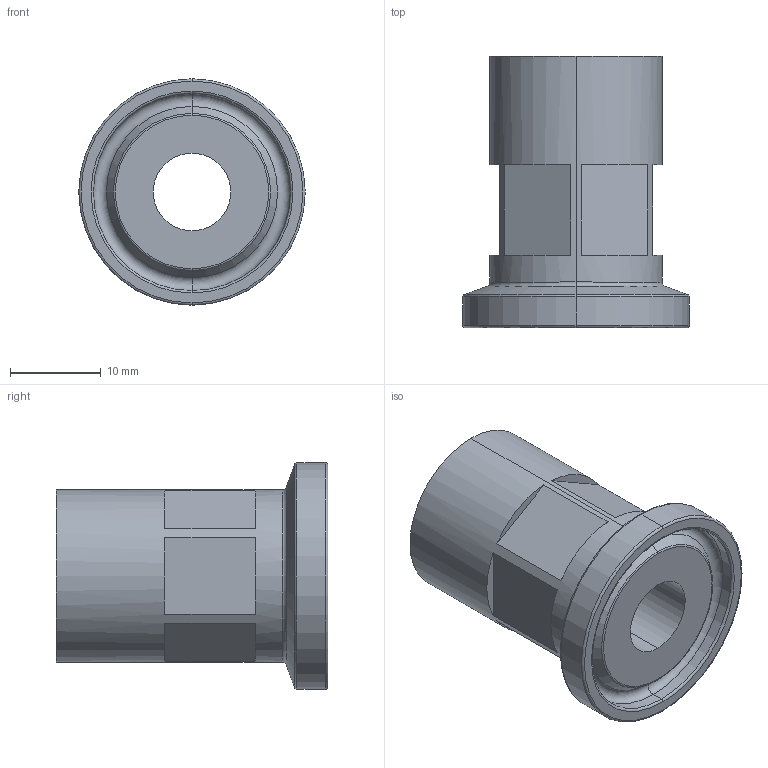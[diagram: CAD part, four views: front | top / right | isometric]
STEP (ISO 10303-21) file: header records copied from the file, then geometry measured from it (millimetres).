
FILE_DESCRIPTION (( 'STEP AP203' ), '1' );
FILE_NAME ('105.0125.025.STEP', '2024-01-15T15:03:11', ( '' ), ( '' ), 'SwSTEP 2.0', 'SolidWorks 2023', '' );
FILE_SCHEMA (( 'CONFIG_CONTROL_DESIGN' ));
Length unit declared in the file: millimetre
Products named in the file (1): 105.0125.025
Bounding box: 25 x 30 x 25 mm (x, y, z)
Volume: 6880.3 mm3; surface area: 3657.3 mm2
Topology: 1 solids, 1 shells, 45 faces, 90 edges, 54 vertices
Faces by surface type: plane 21, torus 12, cylinder 8, cone 4
Entity records: 1255 total; most frequent: DIRECTION 236, CARTESIAN_POINT 190, ORIENTED_EDGE 180, AXIS2_PLACEMENT_3D 100, EDGE_CURVE 90, EDGE_LOOP 54, CIRCLE 54, VERTEX_POINT 54
